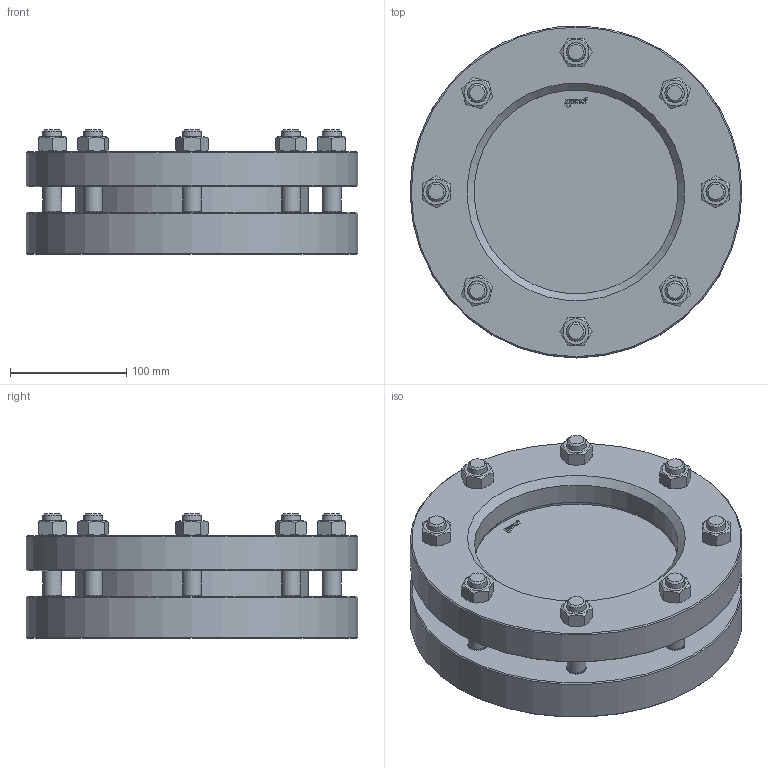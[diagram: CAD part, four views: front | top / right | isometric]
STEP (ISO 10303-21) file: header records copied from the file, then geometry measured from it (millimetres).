
FILE_DESCRIPTION(('HOOPS Exchange Step'),'2;1');
FILE_NAME('BS02_DN150.stp','2025-11-25T17:02:33+01:00',('nieru'),('Unknown organisation'),'HOOPS Exchange 2024.2','HOOPS Exchange','Unknown authorisation');
FILE_SCHEMA( ('AP203_CONFIGURATION_CONTROLLED_3D_DESIGN_OF_MECHANICAL_PARTS_AND_ASSEMBLIES_MIM_LF') );
Length unit declared in the file: millimetre
Products named in the file (4): 0; root
Assembly tree (3 placements, depth 3):
  root
    0
      0
      0
Bounding box: 285 x 285 x 107 mm (x, y, z)
Volume: 3491172.3 mm3; surface area: 437218.2 mm2
Topology: 21 solids, 21 shells, 255 faces, 761 edges, 567 vertices
Faces by surface type: plane 109, cone 86, cylinder 60
Full cylindrical faces by diameter (mm): 13.8 x8, 14.999 x8, 16 x24, 18 x8, 175 x2, 175.5 x2, 202 x2, 205 x2, 285 x2
Entity records: 10354 total; most frequent: CARTESIAN_POINT 3398, DIRECTION 1409, ORIENTED_EDGE 1370, EDGE_CURVE 685, AXIS2_PLACEMENT_3D 632, VERTEX_POINT 567, EDGE_LOOP 390, FACE_BOUND 390
